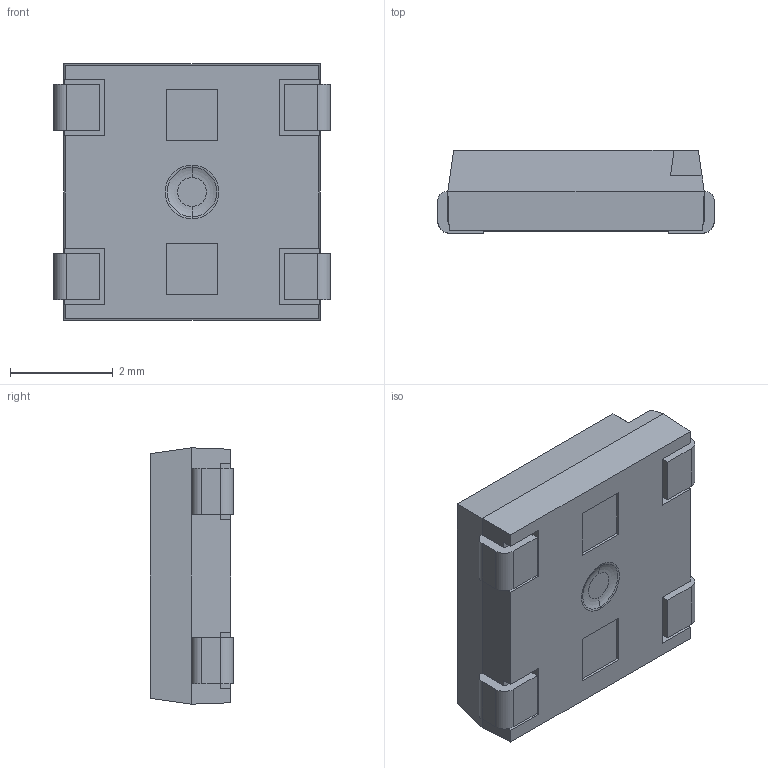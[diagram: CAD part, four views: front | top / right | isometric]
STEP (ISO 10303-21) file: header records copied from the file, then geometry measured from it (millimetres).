
FILE_DESCRIPTION (( 'STEP AP214' ), '1' );
FILE_NAME ('WS2812B.STEP', '2023-03-06T02:32:37', ( '' ), ( '' ), 'SwSTEP 2.0', 'SolidWorks 2017', '' );
FILE_SCHEMA (( 'AUTOMOTIVE_DESIGN' ));
Length unit declared in the file: millimetre
Products named in the file (1): WS2812B
Bounding box: 5.4 x 1.62 x 5 mm (x, y, z)
Volume: 38.3 mm3; surface area: 131.4 mm2
Topology: 6 solids, 6 shells, 90 faces, 216 edges, 142 vertices
Faces by surface type: plane 70, cylinder 12, cone 4, torus 4
Entity records: 2673 total; most frequent: CARTESIAN_POINT 449, DIRECTION 440, ORIENTED_EDGE 432, EDGE_CURVE 216, LINE 174, VECTOR 174, VERTEX_POINT 142, AXIS2_PLACEMENT_3D 133
